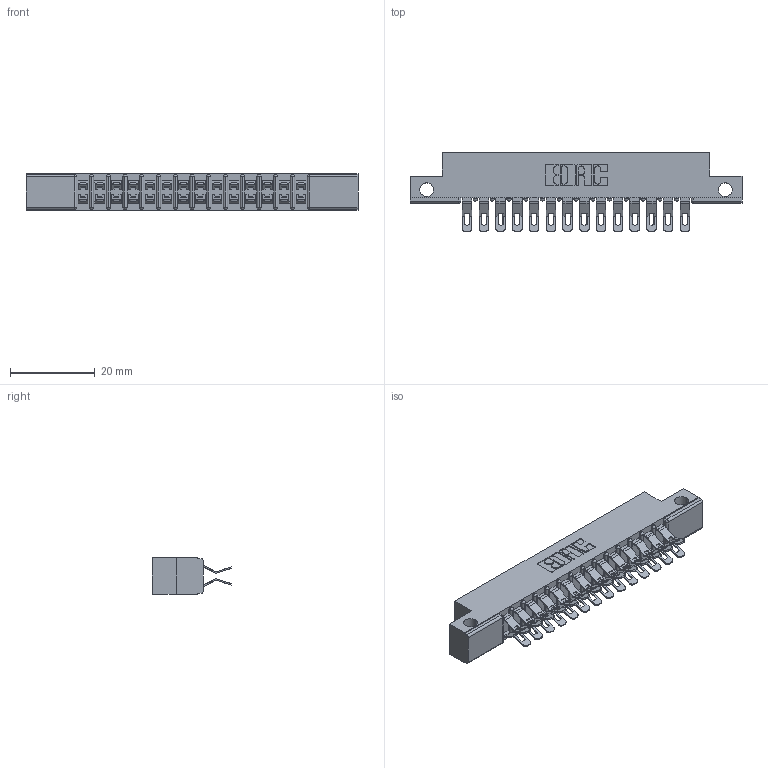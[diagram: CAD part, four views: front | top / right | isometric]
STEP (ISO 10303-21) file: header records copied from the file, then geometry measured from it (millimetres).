
FILE_DESCRIPTION (( 'STEP AP203' ), '1' );
FILE_NAME ('307-028-555-212.STEP', '2019-09-05T23:58:07', ( '' ), ( '' ), 'SwSTEP 2.0', 'SolidWorks 2016', '' );
FILE_SCHEMA (( 'CONFIG_CONTROL_DESIGN' ));
Length unit declared in the file: inch
Products named in the file (3): 307-028-555-212; 307 Part_.128 Dia Side Mounting Holes; 307-290-001_555
Assembly tree (29 placements, depth 2):
  307-028-555-212
    307 Part_.128 Dia Side Mounting Holes
    307-290-001_555  x28
Bounding box: 78.49 x 18.75 x 8.71 mm (x, y, z)
Volume: 5142.2 mm3; surface area: 8987.7 mm2
Topology: 29 solids, 29 shells, 1841 faces, 5391 edges, 3514 vertices
Faces by surface type: plane 1022, cylinder 789, sphere 30
Entity records: 16441 total; most frequent: CARTESIAN_POINT 2702, ORIENTED_EDGE 2676, DIRECTION 2666, EDGE_CURVE 1338, LINE 1002, VECTOR 1002, VERTEX_POINT 868, AXIS2_PLACEMENT_3D 832
